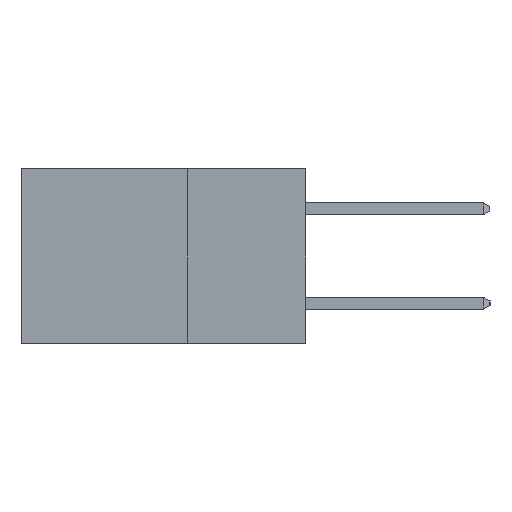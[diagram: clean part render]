
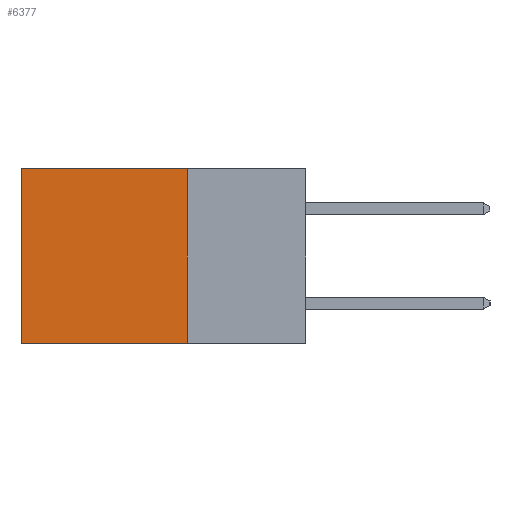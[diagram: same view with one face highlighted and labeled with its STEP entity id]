
A CAD part, left-side view. The second image highlights one B-rep face of the part: STEP entity #6377.
In plain terms, the highlighted planar face has unit normal (-1, 0, 0).
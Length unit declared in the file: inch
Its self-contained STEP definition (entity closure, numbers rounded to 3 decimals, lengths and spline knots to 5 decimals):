
#24 = VECTOR ( 'NONE', #3003, 39.37008 ) ;
#110 = VECTOR ( 'NONE', #13001, 39.37008 ) ;
#278 = EDGE_CURVE ( 'NONE', #1081, #2567, #7373, .T. ) ;
#1081 = VERTEX_POINT ( 'NONE', #12626 ) ;
#1085 = VERTEX_POINT ( 'NONE', #13223 ) ;
#1742 = VECTOR ( 'NONE', #14446, 39.37008 ) ;
#1959 = EDGE_CURVE ( 'NONE', #3017, #1081, #8879, .T. ) ;
#2005 = VECTOR ( 'NONE', #14756, 39.37008 ) ;
#2567 = VERTEX_POINT ( 'NONE', #5105 ) ;
#3003 = DIRECTION ( 'NONE',  ( 0., 0., -1. ) ) ;
#3017 = VERTEX_POINT ( 'NONE', #15454 ) ;
#3401 = ORIENTED_EDGE ( 'NONE', *, *, #15199, .F. ) ;
#3481 = CARTESIAN_POINT ( 'NONE',  ( 0.2615, 0.25, -0.37 ) ) ;
#5105 = CARTESIAN_POINT ( 'NONE',  ( 0.2615, 0.6, -0.37 ) ) ;
#5839 = AXIS2_PLACEMENT_3D ( 'NONE', #8280, #8076, #8054 ) ;
#5853 = LINE ( 'NONE', #3481, #2005 ) ;
#6377 = ADVANCED_FACE ( 'NONE', ( #14235 ), #8113, .F. ) ;
#7373 = LINE ( 'NONE', #7752, #24 ) ;
#7752 = CARTESIAN_POINT ( 'NONE',  ( 0.2615, 0.6, -0.37 ) ) ;
#8054 = DIRECTION ( 'NONE',  ( 0., 0., -1. ) ) ;
#8076 = DIRECTION ( 'NONE',  ( 1., 0., 0. ) ) ;
#8113 = PLANE ( 'NONE',  #5839 ) ;
#8280 = CARTESIAN_POINT ( 'NONE',  ( 0.2615, 0.25, -0.37 ) ) ;
#8879 = LINE ( 'NONE', #9221, #1742 ) ;
#9221 = CARTESIAN_POINT ( 'NONE',  ( 0.2615, 0.25, 0. ) ) ;
#9259 = ORIENTED_EDGE ( 'NONE', *, *, #18340, .F. ) ;
#10206 = EDGE_LOOP ( 'NONE', ( #17729, #3401, #9259, #13696 ) ) ;
#12626 = CARTESIAN_POINT ( 'NONE',  ( 0.2615, 0.6, 0. ) ) ;
#13001 = DIRECTION ( 'NONE',  ( 0., 1., 0. ) ) ;
#13223 = CARTESIAN_POINT ( 'NONE',  ( 0.2615, 0.25, -0.37 ) ) ;
#13696 = ORIENTED_EDGE ( 'NONE', *, *, #1959, .T. ) ;
#14235 = FACE_OUTER_BOUND ( 'NONE', #10206, .T. ) ;
#14446 = DIRECTION ( 'NONE',  ( 0., 1., 0. ) ) ;
#14756 = DIRECTION ( 'NONE',  ( 0., 0., -1. ) ) ;
#15199 = EDGE_CURVE ( 'NONE', #1085, #2567, #15862, .T. ) ;
#15454 = CARTESIAN_POINT ( 'NONE',  ( 0.2615, 0.25, 0. ) ) ;
#15862 = LINE ( 'NONE', #18472, #110 ) ;
#17729 = ORIENTED_EDGE ( 'NONE', *, *, #278, .T. ) ;
#18340 = EDGE_CURVE ( 'NONE', #3017, #1085, #5853, .T. ) ;
#18472 = CARTESIAN_POINT ( 'NONE',  ( 0.2615, 0.25, -0.37 ) ) ;
